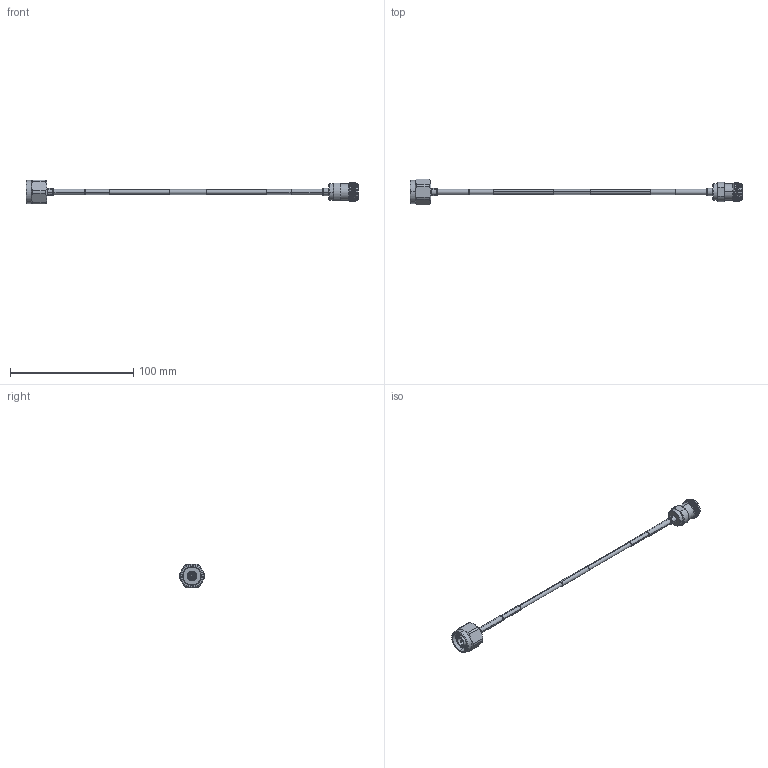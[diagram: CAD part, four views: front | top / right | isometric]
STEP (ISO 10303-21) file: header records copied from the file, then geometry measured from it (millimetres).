
FILE_DESCRIPTION (( 'STEP AP214' ), '1' );
FILE_NAME ('FMC0106951_3D.step', '2025-07-18T23:51:32', ( '' ), ( '' ), 'SwSTEP 2.0', 'SolidWorks 2022', '' );
FILE_SCHEMA (( 'AUTOMOTIVE_DESIGN' ));
Length unit declared in the file: inch
Products named in the file (8): Copy of PE45427 BODY^N Male_FMC0106951; Copy of PE45427 Contact^N Male_FMC0106951; Copy of Insulation^N Male_FMC0106951; Heat Shrink^FMC0106951_Config 1; N Male^FMC0106951; Coax Cable^FMC0106951_WITH LABEL; N Female^FMC0106951; FMC0106951_3D
Assembly tree (8 placements, depth 3):
  FMC0106951_3D
    Coax Cable^FMC0106951_WITH LABEL
    N Male^FMC0106951
      Copy of PE45427 BODY^N Male_FMC0106951
      Copy of PE45427 Contact^N Male_FMC0106951
      Copy of Insulation^N Male_FMC0106951
    N Female^FMC0106951
    Heat Shrink^FMC0106951_Config 1  x2
Bounding box: 269.01 x 20.89 x 19 mm (x, y, z)
Volume: 9265.2 mm3; surface area: 10965.4 mm2
Topology: 7 solids, 9 shells, 311 faces, 722 edges, 445 vertices
Faces by surface type: cylinder 143, plane 67, cone 58, torus 38, bspline 5
Entity records: 12434 total; most frequent: CARTESIAN_POINT 5754, DIRECTION 1366, ORIENTED_EDGE 1288, EDGE_CURVE 644, AXIS2_PLACEMENT_3D 577, VERTEX_POINT 407, EDGE_LOOP 313, CIRCLE 295
